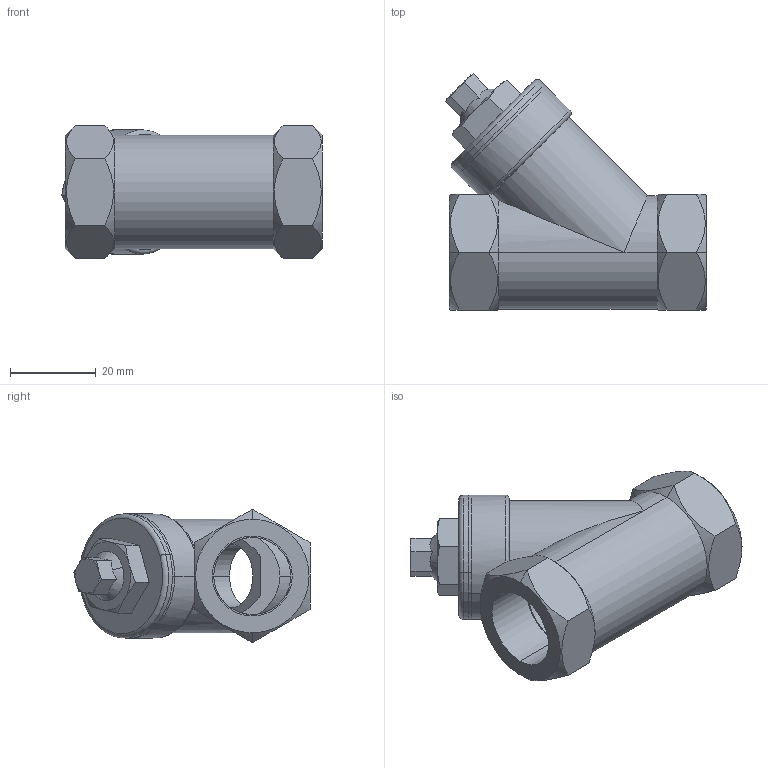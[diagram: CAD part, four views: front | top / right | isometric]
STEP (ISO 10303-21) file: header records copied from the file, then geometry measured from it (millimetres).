
FILE_DESCRIPTION (( 'STEP AP214' ), '1' );
FILE_NAME ('DN15.STEP', '2015-10-14T06:43:19', ( '·L³n¥Î¤á' ), ( '·L³n¤¤°ê' ), 'SwSTEP 2.0', 'SolidWorks 2007', '' );
FILE_SCHEMA (( 'AUTOMOTIVE_DESIGN' ));
Length unit declared in the file: millimetre
Products named in the file (4): 0302_預設; V-Y DN15 0103_預設; 0501_預設; DN15
Assembly tree (3 placements, depth 2):
  DN15
    0302_預設
    0501_預設
    V-Y DN15 0103_預設
Bounding box: 60.89 x 55.15 x 31.18 mm (x, y, z)
Volume: 30314.9 mm3; surface area: 16578.2 mm2
Topology: 3 solids, 3 shells, 101 faces, 234 edges, 146 vertices
Faces by surface type: plane 43, cylinder 32, cone 23, torus 3
Entity records: 3448 total; most frequent: CARTESIAN_POINT 1146, ORIENTED_EDGE 468, DIRECTION 439, EDGE_CURVE 234, AXIS2_PLACEMENT_3D 183, VERTEX_POINT 146, EDGE_LOOP 112, ADVANCED_FACE 101
